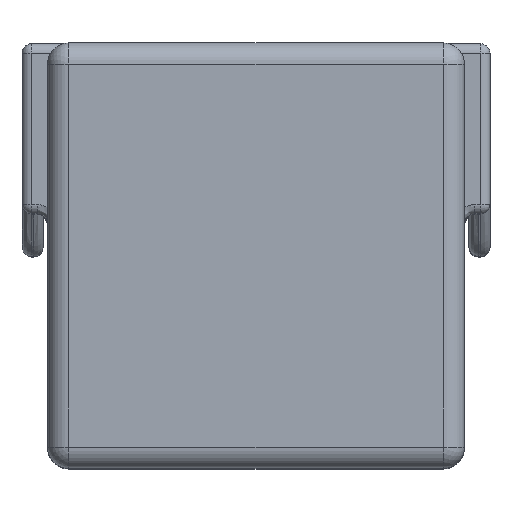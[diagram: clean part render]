
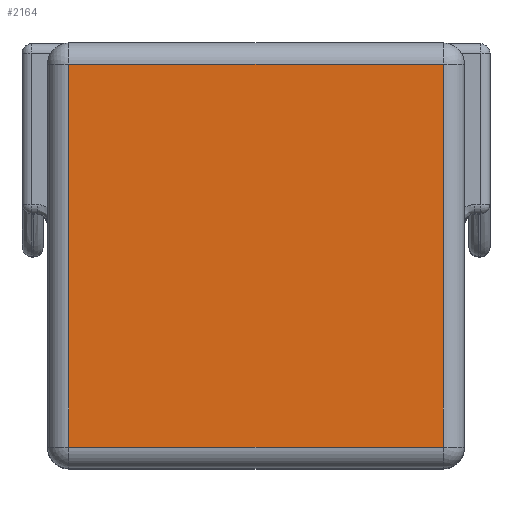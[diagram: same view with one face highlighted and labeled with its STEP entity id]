
A CAD part, top view. The second image highlights one B-rep face of the part: STEP entity #2164.
In plain terms, the highlighted planar face has unit normal (0, 0, 1).
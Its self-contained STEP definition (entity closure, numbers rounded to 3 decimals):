
#43=PLANE('',#2394);
#135=LINE('',#18766,#216);
#137=LINE('',#18769,#218);
#142=LINE('',#18777,#223);
#146=LINE('',#18784,#227);
#216=VECTOR('',#2864,10.);
#218=VECTOR('',#2868,10.);
#223=VECTOR('',#2879,10.);
#227=VECTOR('',#2889,10.);
#415=FACE_OUTER_BOUND('',#566,.T.);
#566=EDGE_LOOP('',(#1943,#1944,#1945,#1946));
#972=VERTEX_POINT('',#18716);
#979=VERTEX_POINT('',#18735);
#983=VERTEX_POINT('',#18744);
#989=VERTEX_POINT('',#18761);
#1296=EDGE_CURVE('',#979,#989,#135,.T.);
#1298=EDGE_CURVE('',#989,#983,#137,.T.);
#1303=EDGE_CURVE('',#983,#972,#142,.T.);
#1307=EDGE_CURVE('',#972,#979,#146,.T.);
#1943=ORIENTED_EDGE('',*,*,#1296,.F.);
#1944=ORIENTED_EDGE('',*,*,#1307,.F.);
#1945=ORIENTED_EDGE('',*,*,#1303,.F.);
#1946=ORIENTED_EDGE('',*,*,#1298,.F.);
#2164=ADVANCED_FACE('',(#415),#43,.T.);
#2394=AXIS2_PLACEMENT_3D('',#18794,#2903,#2904);
#2864=DIRECTION('',(-1.,0.,0.));
#2868=DIRECTION('',(0.,1.,0.));
#2879=DIRECTION('',(1.,0.,0.));
#2889=DIRECTION('',(0.,-1.,0.));
#2903=DIRECTION('center_axis',(0.,0.,1.));
#2904=DIRECTION('ref_axis',(1.,0.,0.));
#18716=CARTESIAN_POINT('',(94.,95.,124.));
#18735=CARTESIAN_POINT('',(94.,5.,124.));
#18744=CARTESIAN_POINT('',(6.,95.,124.));
#18761=CARTESIAN_POINT('',(6.,5.,124.));
#18766=CARTESIAN_POINT('',(25.5,5.,124.));
#18769=CARTESIAN_POINT('',(6.,0.,124.));
#18777=CARTESIAN_POINT('',(25.5,95.,124.));
#18784=CARTESIAN_POINT('',(94.,0.,124.));
#18794=CARTESIAN_POINT('Origin',(1.,0.,124.));
